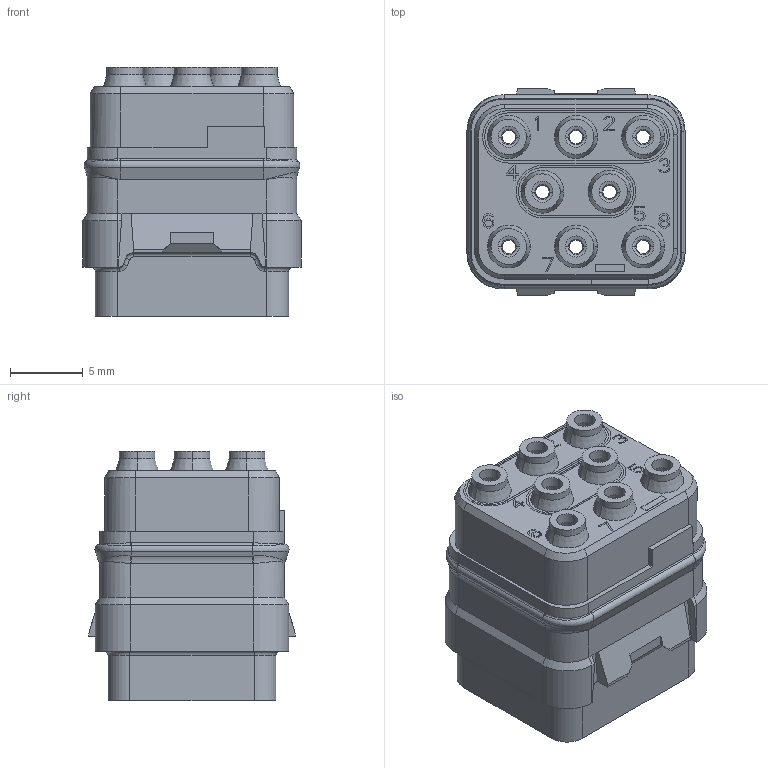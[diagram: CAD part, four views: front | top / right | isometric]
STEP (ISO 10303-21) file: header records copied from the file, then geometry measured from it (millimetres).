
FILE_DESCRIPTION((''),'2;1');
FILE_NAME('SIMEZ0816PD','2020-01-28T',('presta_be4'),(''),'CREO PARAMETRIC BY PTC INC, 2018360','CREO PARAMETRIC BY PTC INC, 2018360','');
FILE_SCHEMA(('CONFIG_CONTROL_DESIGN'));
Products named in the file (1): SIMEZ0816PD
Bounding box: 15 x 14.2 x 17.14 mm (x, y, z)
Volume: 1720.7 mm3; surface area: 3408.7 mm2
Topology: 1 solids, 1 shells, 3132 faces, 7873 edges, 4687 vertices
Faces by surface type: plane 1137, cylinder 547, bspline 519, torus 456, cone 403, sphere 70
Entity records: 109270 total; most frequent: CARTESIAN_POINT 38967, ORIENTED_EDGE 15426, DIRECTION 13671, EDGE_CURVE 7713, AXIS2_PLACEMENT_3D 5112, VERTEX_POINT 4687, VECTOR 3447, LINE 3447
